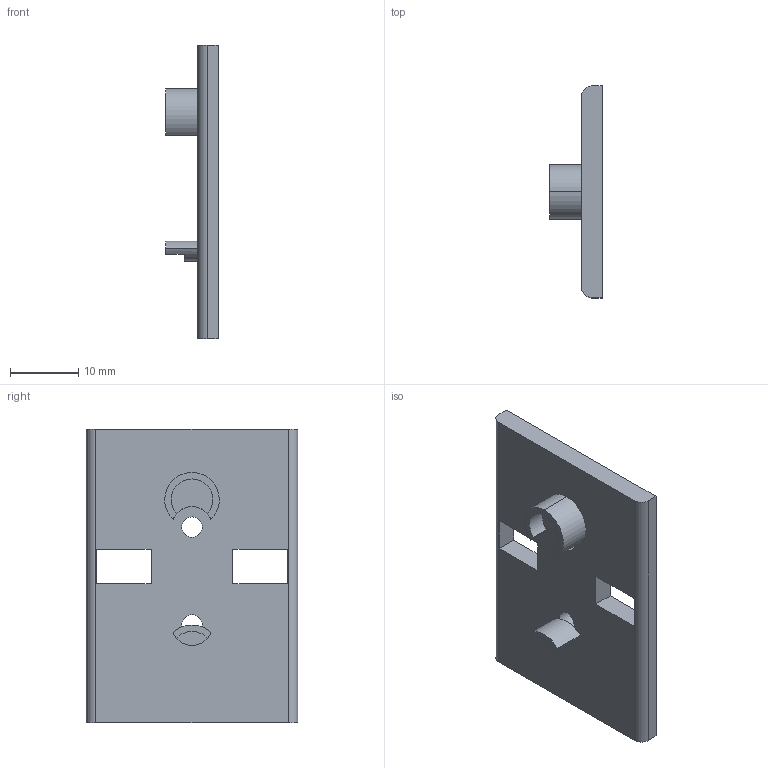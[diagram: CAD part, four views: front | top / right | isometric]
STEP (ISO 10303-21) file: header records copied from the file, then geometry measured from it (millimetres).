
FILE_DESCRIPTION(('FreeCAD Model'),'2;1');
FILE_NAME('Open CASCADE Shape Model','2022-02-11T10:44:17',('Author'),( ''),'Open CASCADE STEP processor 7.5','FreeCAD','Unknown');
FILE_SCHEMA(('AUTOMOTIVE_DESIGN { 1 0 10303 214 1 1 1 1 }'));
Length unit declared in the file: millimetre
Products named in the file (4): x_plate_spacer_latest; Temp_Mag_Holder_Adon001; Spacer_Lid; Temp_Mag_Holder_Adon
Assembly tree (3 placements, depth 2):
  x_plate_spacer_latest
    Temp_Mag_Holder_Adon001
    Spacer_Lid
    Temp_Mag_Holder_Adon
Bounding box: 7.7 x 31 x 43 mm (x, y, z)
Volume: 3837.8 mm3; surface area: 3390.4 mm2
Topology: 3 solids, 3 shells, 33 faces, 81 edges, 54 vertices
Faces by surface type: plane 20, cylinder 13
Full cylindrical faces by diameter (mm): 3 x2
Entity records: 2148 total; most frequent: CARTESIAN_POINT 386, DIRECTION 325, LINE 167, VECTOR 167, ORIENTED_EDGE 162, PCURVE 162, DEFINITIONAL_REPRESENTATION 162, EDGE_CURVE 81
